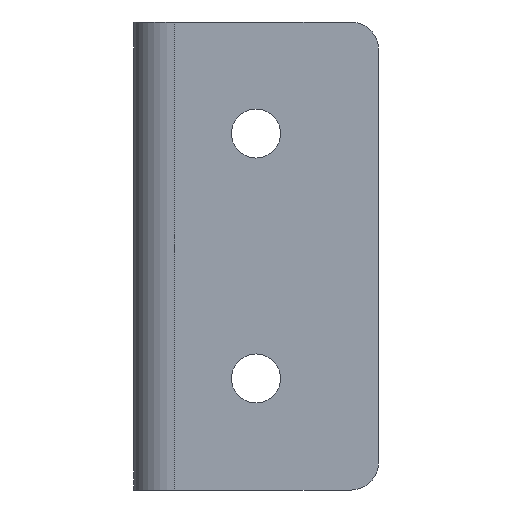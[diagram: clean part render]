
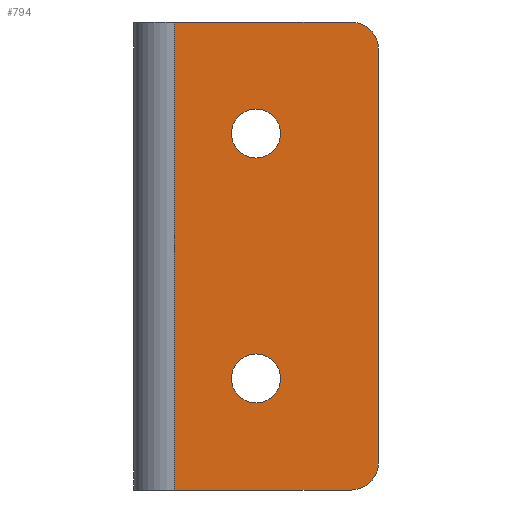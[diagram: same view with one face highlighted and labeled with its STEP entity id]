
A CAD part, front view. The second image highlights one B-rep face of the part: STEP entity #794.
In plain terms, the highlighted planar face has unit normal (0, -1, 0).
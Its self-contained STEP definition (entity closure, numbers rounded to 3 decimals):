
#22 = EDGE_CURVE ( 'NONE', #704, #763, #638, .T. ) ;
#28 = DIRECTION ( 'NONE',  ( 0., 0., -1. ) ) ;
#32 = AXIS2_PLACEMENT_3D ( 'NONE', #850, #262, #116 ) ;
#34 = CARTESIAN_POINT ( 'NONE',  ( 7.5, 0., -43. ) ) ;
#62 = CARTESIAN_POINT ( 'NONE',  ( 40., 0., 43. ) ) ;
#71 = EDGE_LOOP ( 'NONE', ( #77, #189 ) ) ;
#77 = ORIENTED_EDGE ( 'NONE', *, *, #743, .F. ) ;
#78 = AXIS2_PLACEMENT_3D ( 'NONE', #843, #712, #791 ) ;
#82 = EDGE_CURVE ( 'NONE', #491, #480, #803, .T. ) ;
#88 = CARTESIAN_POINT ( 'NONE',  ( 40., 0., 38. ) ) ;
#103 = CARTESIAN_POINT ( 'NONE',  ( 18., 0., -22.5 ) ) ;
#106 = DIRECTION ( 'NONE',  ( 1., 0., 0. ) ) ;
#116 = DIRECTION ( 'NONE',  ( 0., 0., -1. ) ) ;
#123 = CARTESIAN_POINT ( 'NONE',  ( 7.5, 0., -43. ) ) ;
#134 = VECTOR ( 'NONE', #28, 1000. ) ;
#136 = DIRECTION ( 'NONE',  ( 0., 0., -1. ) ) ;
#142 = DIRECTION ( 'NONE',  ( 1., 0., 0. ) ) ;
#146 = CARTESIAN_POINT ( 'NONE',  ( 40., 0., -43. ) ) ;
#152 = CIRCLE ( 'NONE', #695, 5. ) ;
#172 = EDGE_CURVE ( 'NONE', #763, #896, #720, .T. ) ;
#189 = ORIENTED_EDGE ( 'NONE', *, *, #821, .F. ) ;
#201 = CARTESIAN_POINT ( 'NONE',  ( 27., 0., 22.5 ) ) ;
#209 = DIRECTION ( 'NONE',  ( 0., -1., 0. ) ) ;
#252 = ORIENTED_EDGE ( 'NONE', *, *, #373, .F. ) ;
#262 = DIRECTION ( 'NONE',  ( 0., -1., 0. ) ) ;
#268 = FACE_OUTER_BOUND ( 'NONE', #593, .T. ) ;
#280 = DIRECTION ( 'NONE',  ( 0., -1., 0. ) ) ;
#310 = ORIENTED_EDGE ( 'NONE', *, *, #477, .F. ) ;
#324 = VERTEX_POINT ( 'NONE', #609 ) ;
#334 = ORIENTED_EDGE ( 'NONE', *, *, #82, .F. ) ;
#335 = CARTESIAN_POINT ( 'NONE',  ( 45., 0., -43. ) ) ;
#348 = FACE_BOUND ( 'NONE', #71, .T. ) ;
#373 = EDGE_CURVE ( 'NONE', #704, #935, #462, .T. ) ;
#375 = AXIS2_PLACEMENT_3D ( 'NONE', #492, #788, #710 ) ;
#378 = AXIS2_PLACEMENT_3D ( 'NONE', #335, #783, #929 ) ;
#383 = EDGE_CURVE ( 'NONE', #546, #935, #152, .T. ) ;
#388 = DIRECTION ( 'NONE',  ( 1., 0., 0. ) ) ;
#404 = ORIENTED_EDGE ( 'NONE', *, *, #22, .T. ) ;
#448 = CARTESIAN_POINT ( 'NONE',  ( 27., 0., -22.5 ) ) ;
#452 = EDGE_CURVE ( 'NONE', #896, #324, #666, .T. ) ;
#462 = LINE ( 'NONE', #549, #944 ) ;
#471 = PLANE ( 'NONE',  #378 ) ;
#477 = EDGE_CURVE ( 'NONE', #480, #491, #735, .T. ) ;
#480 = VERTEX_POINT ( 'NONE', #875 ) ;
#491 = VERTEX_POINT ( 'NONE', #201 ) ;
#492 = CARTESIAN_POINT ( 'NONE',  ( 22.5, 0., 22.5 ) ) ;
#493 = CARTESIAN_POINT ( 'NONE',  ( 45., 0., -43. ) ) ;
#518 = VECTOR ( 'NONE', #142, 1000. ) ;
#528 = CARTESIAN_POINT ( 'NONE',  ( 45., 0., 38. ) ) ;
#544 = FACE_BOUND ( 'NONE', #621, .T. ) ;
#546 = VERTEX_POINT ( 'NONE', #528 ) ;
#549 = CARTESIAN_POINT ( 'NONE',  ( 45., 0., 43. ) ) ;
#562 = VERTEX_POINT ( 'NONE', #448 ) ;
#564 = CARTESIAN_POINT ( 'NONE',  ( 7.5, 0., 43. ) ) ;
#580 = VECTOR ( 'NONE', #766, 1000. ) ;
#583 = CARTESIAN_POINT ( 'NONE',  ( 22.5, 0., 22.5 ) ) ;
#593 = EDGE_LOOP ( 'NONE', ( #717, #836, #750, #675, #252, #404 ) ) ;
#609 = CARTESIAN_POINT ( 'NONE',  ( 45., 0., -38. ) ) ;
#621 = EDGE_LOOP ( 'NONE', ( #334, #310 ) ) ;
#638 = LINE ( 'NONE', #34, #134 ) ;
#644 = CARTESIAN_POINT ( 'NONE',  ( 45., 0., -43. ) ) ;
#666 = CIRCLE ( 'NONE', #800, 5. ) ;
#675 = ORIENTED_EDGE ( 'NONE', *, *, #383, .T. ) ;
#695 = AXIS2_PLACEMENT_3D ( 'NONE', #88, #922, #388 ) ;
#704 = VERTEX_POINT ( 'NONE', #564 ) ;
#710 = DIRECTION ( 'NONE',  ( 0., 0., -1. ) ) ;
#712 = DIRECTION ( 'NONE',  ( 0., -1., 0. ) ) ;
#717 = ORIENTED_EDGE ( 'NONE', *, *, #172, .T. ) ;
#720 = LINE ( 'NONE', #644, #518 ) ;
#735 = CIRCLE ( 'NONE', #375, 4.5 ) ;
#743 = EDGE_CURVE ( 'NONE', #562, #762, #924, .T. ) ;
#750 = ORIENTED_EDGE ( 'NONE', *, *, #834, .T. ) ;
#762 = VERTEX_POINT ( 'NONE', #103 ) ;
#763 = VERTEX_POINT ( 'NONE', #123 ) ;
#766 = DIRECTION ( 'NONE',  ( 0., 0., 1. ) ) ;
#782 = CARTESIAN_POINT ( 'NONE',  ( 40., 0., -38. ) ) ;
#783 = DIRECTION ( 'NONE',  ( 0., -1., 0. ) ) ;
#788 = DIRECTION ( 'NONE',  ( 0., -1., 0. ) ) ;
#791 = DIRECTION ( 'NONE',  ( 0., 0., -1. ) ) ;
#794 = ADVANCED_FACE ( 'NONE', ( #348, #544, #268 ), #471, .T. ) ;
#800 = AXIS2_PLACEMENT_3D ( 'NONE', #782, #209, #946 ) ;
#803 = CIRCLE ( 'NONE', #865, 4.5 ) ;
#821 = EDGE_CURVE ( 'NONE', #762, #562, #833, .T. ) ;
#833 = CIRCLE ( 'NONE', #32, 4.5 ) ;
#834 = EDGE_CURVE ( 'NONE', #324, #546, #866, .T. ) ;
#836 = ORIENTED_EDGE ( 'NONE', *, *, #452, .T. ) ;
#843 = CARTESIAN_POINT ( 'NONE',  ( 22.5, 0., -22.5 ) ) ;
#850 = CARTESIAN_POINT ( 'NONE',  ( 22.5, 0., -22.5 ) ) ;
#865 = AXIS2_PLACEMENT_3D ( 'NONE', #583, #280, #136 ) ;
#866 = LINE ( 'NONE', #493, #580 ) ;
#875 = CARTESIAN_POINT ( 'NONE',  ( 18., 0., 22.5 ) ) ;
#896 = VERTEX_POINT ( 'NONE', #146 ) ;
#922 = DIRECTION ( 'NONE',  ( 0., -1., 0. ) ) ;
#924 = CIRCLE ( 'NONE', #78, 4.5 ) ;
#929 = DIRECTION ( 'NONE',  ( 1., 0., 0. ) ) ;
#935 = VERTEX_POINT ( 'NONE', #62 ) ;
#944 = VECTOR ( 'NONE', #106, 1000. ) ;
#946 = DIRECTION ( 'NONE',  ( 1., 0., 0. ) ) ;
